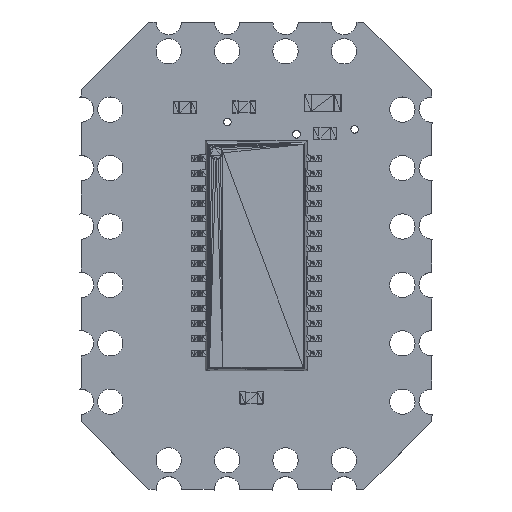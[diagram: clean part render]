
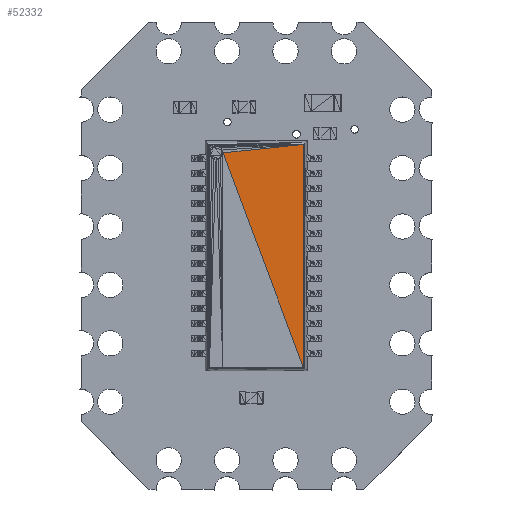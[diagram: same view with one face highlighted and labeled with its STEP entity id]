
A CAD part, top view. The second image highlights one B-rep face of the part: STEP entity #52332.
In plain terms, the highlighted planar face has unit normal (0, 0, 1).
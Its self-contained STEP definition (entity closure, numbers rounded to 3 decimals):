
#52247 = VERTEX_POINT('',#52248);
#52248 = CARTESIAN_POINT('',(4.468,1.452,
    1.113));
#52315 = VERTEX_POINT('',#52316);
#52316 = CARTESIAN_POINT('',(-4.843,-2.045,
    1.113));
#52322 = EDGE_CURVE('',#52315,#52247,#52323,.T.);
#52323 = LINE('',#52324,#52325);
#52324 = CARTESIAN_POINT('',(-4.843,-2.045,
    1.113));
#52325 = VECTOR('',#52326,1.);
#52326 = DIRECTION('',(0.936,0.352,0.
    ));
#52332 = ADVANCED_FACE('',(#52333),#52350,.F.);
#52333 = FACE_BOUND('',#52334,.T.);
#52334 = EDGE_LOOP('',(#52335,#52336,#52344));
#52335 = ORIENTED_EDGE('',*,*,#52322,.F.);
#52336 = ORIENTED_EDGE('',*,*,#52337,.T.);
#52337 = EDGE_CURVE('',#52315,#52338,#52340,.T.);
#52338 = VERTEX_POINT('',#52339);
#52339 = CARTESIAN_POINT('',(4.837,-2.045,
    1.113));
#52340 = LINE('',#52341,#52342);
#52341 = CARTESIAN_POINT('',(-4.843,-2.045,
    1.113));
#52342 = VECTOR('',#52343,1.);
#52343 = DIRECTION('',(1.,0.,0.));
#52344 = ORIENTED_EDGE('',*,*,#52345,.T.);
#52345 = EDGE_CURVE('',#52338,#52247,#52346,.T.);
#52346 = LINE('',#52347,#52348);
#52347 = CARTESIAN_POINT('',(4.837,-2.045,
    1.113));
#52348 = VECTOR('',#52349,1.);
#52349 = DIRECTION('',(-0.105,0.994,
    0.));
#52350 = PLANE('',#52351);
#52351 = AXIS2_PLACEMENT_3D('',#52352,#52353,#52354);
#52352 = CARTESIAN_POINT('',(4.468,1.452,
    1.113));
#52353 = DIRECTION('',(0.,0.,-1.));
#52354 = DIRECTION('',(0.,-1.,0.));
